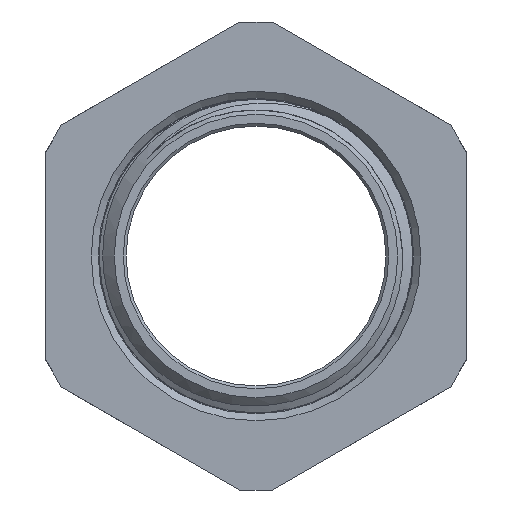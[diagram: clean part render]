
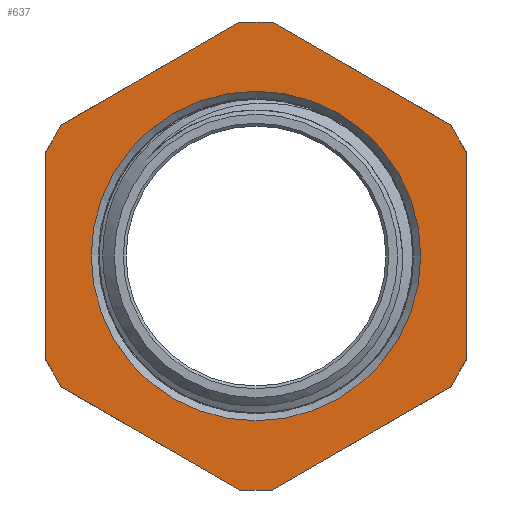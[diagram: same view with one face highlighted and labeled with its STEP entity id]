
A CAD part, left-side view. The second image highlights one B-rep face of the part: STEP entity #637.
In plain terms, the highlighted planar face has unit normal (-1, 0, 0).
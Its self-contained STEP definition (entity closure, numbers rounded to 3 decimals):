
#16=LINE('',#2542,#40);
#18=LINE('',#2552,#42);
#20=LINE('',#2560,#44);
#22=LINE('',#2570,#46);
#24=LINE('',#2578,#48);
#26=LINE('',#2588,#50);
#29=LINE('',#2603,#53);
#31=LINE('',#2607,#55);
#33=LINE('',#2621,#57);
#35=LINE('',#2633,#59);
#37=LINE('',#2637,#61);
#38=LINE('',#2640,#62);
#40=VECTOR('',#758,10.);
#42=VECTOR('',#764,10.);
#44=VECTOR('',#768,10.);
#46=VECTOR('',#774,10.);
#48=VECTOR('',#778,10.);
#50=VECTOR('',#784,10.);
#53=VECTOR('',#789,10.);
#55=VECTOR('',#795,10.);
#57=VECTOR('',#799,10.);
#59=VECTOR('',#803,10.);
#61=VECTOR('',#809,10.);
#62=VECTOR('',#814,10.);
#94=PLANE('',#716);
#121=FACE_BOUND('',#221,.T.);
#163=FACE_OUTER_BOUND('',#220,.T.);
#220=EDGE_LOOP('',(#572,#573,#574,#575,#576,#577,#578,#579,#580,#581,#582,
#583));
#221=EDGE_LOOP('',(#584));
#254=CIRCLE('',#715,11.73);
#292=VERTEX_POINT('',#2539);
#293=VERTEX_POINT('',#2541);
#296=VERTEX_POINT('',#2551);
#298=VERTEX_POINT('',#2559);
#301=VERTEX_POINT('',#2569);
#303=VERTEX_POINT('',#2577);
#306=VERTEX_POINT('',#2587);
#310=VERTEX_POINT('',#2600);
#311=VERTEX_POINT('',#2602);
#315=VERTEX_POINT('',#2618);
#316=VERTEX_POINT('',#2620);
#319=VERTEX_POINT('',#2632);
#329=VERTEX_POINT('',#2683);
#359=EDGE_CURVE('',#293,#292,#16,.T.);
#363=EDGE_CURVE('',#296,#293,#18,.T.);
#366=EDGE_CURVE('',#298,#296,#20,.T.);
#370=EDGE_CURVE('',#301,#298,#22,.T.);
#373=EDGE_CURVE('',#303,#301,#24,.T.);
#377=EDGE_CURVE('',#306,#303,#26,.T.);
#382=EDGE_CURVE('',#311,#310,#29,.T.);
#385=EDGE_CURVE('',#292,#311,#31,.T.);
#389=EDGE_CURVE('',#316,#315,#33,.T.);
#393=EDGE_CURVE('',#319,#306,#35,.T.);
#396=EDGE_CURVE('',#315,#319,#37,.T.);
#398=EDGE_CURVE('',#310,#316,#38,.T.);
#414=EDGE_CURVE('',#329,#329,#254,.T.);
#572=ORIENTED_EDGE('',*,*,#377,.T.);
#573=ORIENTED_EDGE('',*,*,#373,.T.);
#574=ORIENTED_EDGE('',*,*,#370,.T.);
#575=ORIENTED_EDGE('',*,*,#366,.T.);
#576=ORIENTED_EDGE('',*,*,#363,.T.);
#577=ORIENTED_EDGE('',*,*,#359,.T.);
#578=ORIENTED_EDGE('',*,*,#385,.T.);
#579=ORIENTED_EDGE('',*,*,#382,.T.);
#580=ORIENTED_EDGE('',*,*,#398,.T.);
#581=ORIENTED_EDGE('',*,*,#389,.T.);
#582=ORIENTED_EDGE('',*,*,#396,.T.);
#583=ORIENTED_EDGE('',*,*,#393,.T.);
#584=ORIENTED_EDGE('',*,*,#414,.T.);
#637=ADVANCED_FACE('',(#163,#121),#94,.T.);
#715=AXIS2_PLACEMENT_3D('',#2684,#881,#882);
#716=AXIS2_PLACEMENT_3D('',#2685,#883,#884);
#758=DIRECTION('',(0.,0.866,0.5));
#764=DIRECTION('',(0.,0.5,0.866));
#768=DIRECTION('',(0.,0.,1.));
#774=DIRECTION('',(0.,-0.5,0.866));
#778=DIRECTION('',(0.,-0.866,0.5));
#784=DIRECTION('',(0.,-1.,0.));
#789=DIRECTION('',(0.,0.866,-0.5));
#795=DIRECTION('',(0.,1.,0.));
#799=DIRECTION('',(0.,0.,-1.));
#803=DIRECTION('',(0.,-0.866,-0.5));
#809=DIRECTION('',(0.,-0.5,-0.866));
#814=DIRECTION('',(0.,0.5,-0.866));
#881=DIRECTION('center_axis',(1.,0.,0.));
#882=DIRECTION('ref_axis',(0.,0.,-1.));
#883=DIRECTION('center_axis',(-1.,0.,0.));
#884=DIRECTION('ref_axis',(0.,0.,1.));
#2539=CARTESIAN_POINT('',(-12.,-1.152,16.655));
#2541=CARTESIAN_POINT('',(-12.,-13.848,9.326));
#2542=CARTESIAN_POINT('',(-12.,-4.413,14.773));
#2551=CARTESIAN_POINT('',(-12.,-15.,7.33));
#2552=CARTESIAN_POINT('',(-12.,-12.625,11.443));
#2559=CARTESIAN_POINT('',(-12.,-15.,-7.33));
#2560=CARTESIAN_POINT('',(-12.,-15.,-3.665));
#2569=CARTESIAN_POINT('',(-12.,-13.848,-9.326));
#2570=CARTESIAN_POINT('',(-12.,-12.049,-12.441));
#2577=CARTESIAN_POINT('',(-12.,-1.152,-16.655));
#2578=CARTESIAN_POINT('',(-12.,1.934,-18.437));
#2587=CARTESIAN_POINT('',(-12.,1.152,-16.655));
#2588=CARTESIAN_POINT('',(-12.,8.924,-16.655));
#2600=CARTESIAN_POINT('',(-12.,13.848,9.326));
#2602=CARTESIAN_POINT('',(-12.,1.152,16.655));
#2603=CARTESIAN_POINT('',(-12.,10.587,11.208));
#2607=CARTESIAN_POINT('',(-12.,7.771,16.655));
#2618=CARTESIAN_POINT('',(-12.,15.,-7.33));
#2620=CARTESIAN_POINT('',(-12.,15.,7.33));
#2621=CARTESIAN_POINT('',(-12.,15.,3.665));
#2632=CARTESIAN_POINT('',(-12.,13.848,-9.326));
#2633=CARTESIAN_POINT('',(-12.,16.934,-7.543));
#2637=CARTESIAN_POINT('',(-12.,16.799,-4.214));
#2640=CARTESIAN_POINT('',(-12.,16.223,5.212));
#2683=CARTESIAN_POINT('',(-12.,11.73,0.));
#2684=CARTESIAN_POINT('Origin',(-12.,0.,0.));
#2685=CARTESIAN_POINT('Origin',(-12.,16.695,0.));
